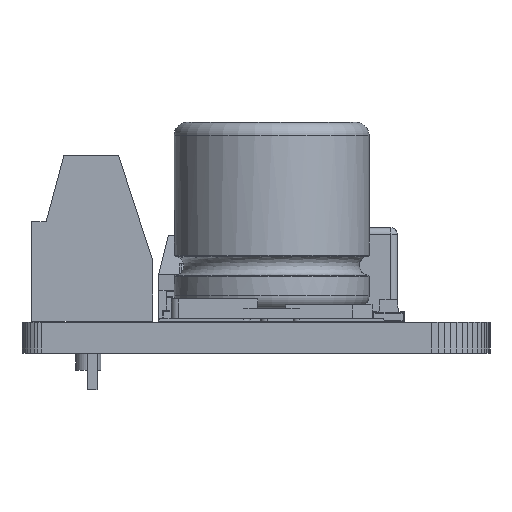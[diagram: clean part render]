
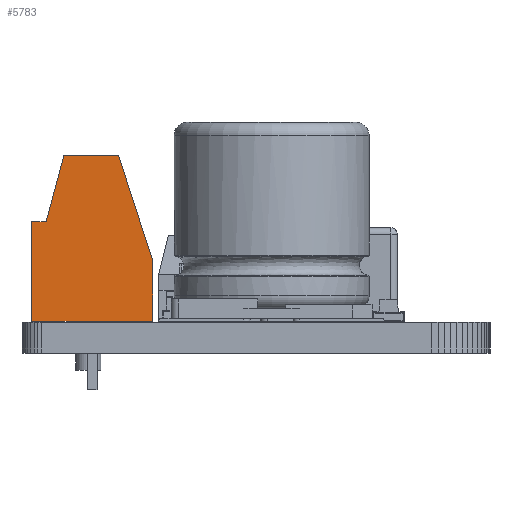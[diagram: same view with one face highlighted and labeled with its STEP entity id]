
A CAD part, left-side view. The second image highlights one B-rep face of the part: STEP entity #5783.
In plain terms, the highlighted face is planar.
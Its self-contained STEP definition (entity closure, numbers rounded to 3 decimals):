
#4549 = VERTEX_POINT('',#4550);
#4550 = CARTESIAN_POINT('',(9.12,-3.1,0.));
#4557 = PLANE('',#4558);
#4558 = AXIS2_PLACEMENT_3D('',#4559,#4560,#4561);
#4559 = CARTESIAN_POINT('',(-1.5,-3.1,0.));
#4560 = DIRECTION('',(0.,0.,1.));
#4561 = DIRECTION('',(0.,1.,0.));
#4569 = PLANE('',#4570);
#4570 = AXIS2_PLACEMENT_3D('',#4571,#4572,#4573);
#4571 = CARTESIAN_POINT('',(-1.5,-3.1,8.5));
#4572 = DIRECTION('',(0.,1.,0.));
#4573 = DIRECTION('',(0.,0.,-1.));
#4581 = EDGE_CURVE('',#4549,#4582,#4584,.T.);
#4582 = VERTEX_POINT('',#4583);
#4583 = CARTESIAN_POINT('',(9.12,3.1,0.));
#4584 = SURFACE_CURVE('',#4585,(#4589,#4596),.PCURVE_S1.);
#4585 = LINE('',#4586,#4587);
#4586 = CARTESIAN_POINT('',(9.12,-3.1,0.));
#4587 = VECTOR('',#4588,1.);
#4588 = DIRECTION('',(0.,1.,0.));
#4589 = PCURVE('',#4557,#4590);
#4590 = DEFINITIONAL_REPRESENTATION('',(#4591),#4595);
#4591 = LINE('',#4592,#4593);
#4592 = CARTESIAN_POINT('',(0.,-10.62));
#4593 = VECTOR('',#4594,1.);
#4594 = DIRECTION('',(1.,0.));
#4595 = ( GEOMETRIC_REPRESENTATION_CONTEXT(2) 
PARAMETRIC_REPRESENTATION_CONTEXT() REPRESENTATION_CONTEXT('2D SPACE',''
  ) );
#4596 = PCURVE('',#4597,#4602);
#4597 = PLANE('',#4598);
#4598 = AXIS2_PLACEMENT_3D('',#4599,#4600,#4601);
#4599 = CARTESIAN_POINT('',(9.12,0.,4.25));
#4600 = DIRECTION('',(1.,0.,0.));
#4601 = DIRECTION('',(0.,0.,1.));
#4602 = DEFINITIONAL_REPRESENTATION('',(#4603),#4607);
#4603 = LINE('',#4604,#4605);
#4604 = CARTESIAN_POINT('',(-4.25,3.1));
#4605 = VECTOR('',#4606,1.);
#4606 = DIRECTION('',(0.,-1.));
#4607 = ( GEOMETRIC_REPRESENTATION_CONTEXT(2) 
PARAMETRIC_REPRESENTATION_CONTEXT() REPRESENTATION_CONTEXT('2D SPACE',''
  ) );
#4625 = PLANE('',#4626);
#4626 = AXIS2_PLACEMENT_3D('',#4627,#4628,#4629);
#4627 = CARTESIAN_POINT('',(-1.5,3.1,0.));
#4628 = DIRECTION('',(0.,-1.,0.));
#4629 = DIRECTION('',(0.,0.,1.));
#5146 = VERTEX_POINT('',#5147);
#5147 = CARTESIAN_POINT('',(9.12,-3.1,5.1));
#5161 = PLANE('',#5162);
#5162 = AXIS2_PLACEMENT_3D('',#5163,#5164,#5165);
#5163 = CARTESIAN_POINT('',(-1.5,-2.36,5.1));
#5164 = DIRECTION('',(0.,0.,-1.));
#5165 = DIRECTION('',(0.,-1.,0.));
#5173 = EDGE_CURVE('',#5146,#4549,#5174,.T.);
#5174 = SURFACE_CURVE('',#5175,(#5179,#5186),.PCURVE_S1.);
#5175 = LINE('',#5176,#5177);
#5176 = CARTESIAN_POINT('',(9.12,-3.1,8.5));
#5177 = VECTOR('',#5178,1.);
#5178 = DIRECTION('',(0.,0.,-1.));
#5179 = PCURVE('',#4569,#5180);
#5180 = DEFINITIONAL_REPRESENTATION('',(#5181),#5185);
#5181 = LINE('',#5182,#5183);
#5182 = CARTESIAN_POINT('',(0.,-10.62));
#5183 = VECTOR('',#5184,1.);
#5184 = DIRECTION('',(1.,0.));
#5185 = ( GEOMETRIC_REPRESENTATION_CONTEXT(2) 
PARAMETRIC_REPRESENTATION_CONTEXT() REPRESENTATION_CONTEXT('2D SPACE',''
  ) );
#5186 = PCURVE('',#4597,#5187);
#5187 = DEFINITIONAL_REPRESENTATION('',(#5188),#5192);
#5188 = LINE('',#5189,#5190);
#5189 = CARTESIAN_POINT('',(4.25,3.1));
#5190 = VECTOR('',#5191,1.);
#5191 = DIRECTION('',(-1.,0.));
#5192 = ( GEOMETRIC_REPRESENTATION_CONTEXT(2) 
PARAMETRIC_REPRESENTATION_CONTEXT() REPRESENTATION_CONTEXT('2D SPACE',''
  ) );
#5718 = PLANE('',#5719);
#5719 = AXIS2_PLACEMENT_3D('',#5720,#5721,#5722);
#5720 = CARTESIAN_POINT('',(-1.5,1.35,8.5));
#5721 = DIRECTION('',(0.,0.951,0.309));
#5722 = DIRECTION('',(0.,0.309,-0.951));
#5746 = PLANE('',#5747);
#5747 = AXIS2_PLACEMENT_3D('',#5748,#5749,#5750);
#5748 = CARTESIAN_POINT('',(-1.5,3.1,8.5));
#5749 = DIRECTION('',(0.,0.,-1.));
#5750 = DIRECTION('',(0.,-1.,0.));
#5772 = PLANE('',#5773);
#5773 = AXIS2_PLACEMENT_3D('',#5774,#5775,#5776);
#5774 = CARTESIAN_POINT('',(-1.5,-1.45,8.5));
#5775 = DIRECTION('',(0.,0.966,-0.259));
#5776 = DIRECTION('',(0.,-0.259,-0.966));
#5783 = ADVANCED_FACE('',(#5784),#4597,.T.);
#5784 = FACE_BOUND('',#5785,.T.);
#5785 = EDGE_LOOP('',(#5786,#5809,#5810,#5811,#5834,#5857,#5880));
#5786 = ORIENTED_EDGE('',*,*,#5787,.T.);
#5787 = EDGE_CURVE('',#5788,#5146,#5790,.T.);
#5788 = VERTEX_POINT('',#5789);
#5789 = CARTESIAN_POINT('',(9.12,-2.36,5.1));
#5790 = SURFACE_CURVE('',#5791,(#5795,#5802),.PCURVE_S1.);
#5791 = LINE('',#5792,#5793);
#5792 = CARTESIAN_POINT('',(9.12,-2.36,5.1));
#5793 = VECTOR('',#5794,1.);
#5794 = DIRECTION('',(0.,-1.,0.));
#5795 = PCURVE('',#4597,#5796);
#5796 = DEFINITIONAL_REPRESENTATION('',(#5797),#5801);
#5797 = LINE('',#5798,#5799);
#5798 = CARTESIAN_POINT('',(0.85,2.36));
#5799 = VECTOR('',#5800,1.);
#5800 = DIRECTION('',(0.,1.));
#5801 = ( GEOMETRIC_REPRESENTATION_CONTEXT(2) 
PARAMETRIC_REPRESENTATION_CONTEXT() REPRESENTATION_CONTEXT('2D SPACE',''
  ) );
#5802 = PCURVE('',#5161,#5803);
#5803 = DEFINITIONAL_REPRESENTATION('',(#5804),#5808);
#5804 = LINE('',#5805,#5806);
#5805 = CARTESIAN_POINT('',(0.,-10.62));
#5806 = VECTOR('',#5807,1.);
#5807 = DIRECTION('',(1.,0.));
#5808 = ( GEOMETRIC_REPRESENTATION_CONTEXT(2) 
PARAMETRIC_REPRESENTATION_CONTEXT() REPRESENTATION_CONTEXT('2D SPACE',''
  ) );
#5809 = ORIENTED_EDGE('',*,*,#5173,.T.);
#5810 = ORIENTED_EDGE('',*,*,#4581,.T.);
#5811 = ORIENTED_EDGE('',*,*,#5812,.T.);
#5812 = EDGE_CURVE('',#4582,#5813,#5815,.T.);
#5813 = VERTEX_POINT('',#5814);
#5814 = CARTESIAN_POINT('',(9.12,3.1,3.114));
#5815 = SURFACE_CURVE('',#5816,(#5820,#5827),.PCURVE_S1.);
#5816 = LINE('',#5817,#5818);
#5817 = CARTESIAN_POINT('',(9.12,3.1,0.));
#5818 = VECTOR('',#5819,1.);
#5819 = DIRECTION('',(0.,0.,1.));
#5820 = PCURVE('',#4597,#5821);
#5821 = DEFINITIONAL_REPRESENTATION('',(#5822),#5826);
#5822 = LINE('',#5823,#5824);
#5823 = CARTESIAN_POINT('',(-4.25,-3.1));
#5824 = VECTOR('',#5825,1.);
#5825 = DIRECTION('',(1.,0.));
#5826 = ( GEOMETRIC_REPRESENTATION_CONTEXT(2) 
PARAMETRIC_REPRESENTATION_CONTEXT() REPRESENTATION_CONTEXT('2D SPACE',''
  ) );
#5827 = PCURVE('',#4625,#5828);
#5828 = DEFINITIONAL_REPRESENTATION('',(#5829),#5833);
#5829 = LINE('',#5830,#5831);
#5830 = CARTESIAN_POINT('',(0.,-10.62));
#5831 = VECTOR('',#5832,1.);
#5832 = DIRECTION('',(1.,0.));
#5833 = ( GEOMETRIC_REPRESENTATION_CONTEXT(2) 
PARAMETRIC_REPRESENTATION_CONTEXT() REPRESENTATION_CONTEXT('2D SPACE',''
  ) );
#5834 = ORIENTED_EDGE('',*,*,#5835,.F.);
#5835 = EDGE_CURVE('',#5836,#5813,#5838,.T.);
#5836 = VERTEX_POINT('',#5837);
#5837 = CARTESIAN_POINT('',(9.12,1.35,8.5));
#5838 = SURFACE_CURVE('',#5839,(#5843,#5850),.PCURVE_S1.);
#5839 = LINE('',#5840,#5841);
#5840 = CARTESIAN_POINT('',(9.12,1.35,8.5));
#5841 = VECTOR('',#5842,1.);
#5842 = DIRECTION('',(0.,0.309,-0.951));
#5843 = PCURVE('',#4597,#5844);
#5844 = DEFINITIONAL_REPRESENTATION('',(#5845),#5849);
#5845 = LINE('',#5846,#5847);
#5846 = CARTESIAN_POINT('',(4.25,-1.35));
#5847 = VECTOR('',#5848,1.);
#5848 = DIRECTION('',(-0.951,-0.309));
#5849 = ( GEOMETRIC_REPRESENTATION_CONTEXT(2) 
PARAMETRIC_REPRESENTATION_CONTEXT() REPRESENTATION_CONTEXT('2D SPACE',''
  ) );
#5850 = PCURVE('',#5718,#5851);
#5851 = DEFINITIONAL_REPRESENTATION('',(#5852),#5856);
#5852 = LINE('',#5853,#5854);
#5853 = CARTESIAN_POINT('',(0.,-10.62));
#5854 = VECTOR('',#5855,1.);
#5855 = DIRECTION('',(1.,0.));
#5856 = ( GEOMETRIC_REPRESENTATION_CONTEXT(2) 
PARAMETRIC_REPRESENTATION_CONTEXT() REPRESENTATION_CONTEXT('2D SPACE',''
  ) );
#5857 = ORIENTED_EDGE('',*,*,#5858,.T.);
#5858 = EDGE_CURVE('',#5836,#5859,#5861,.T.);
#5859 = VERTEX_POINT('',#5860);
#5860 = CARTESIAN_POINT('',(9.12,-1.45,8.5));
#5861 = SURFACE_CURVE('',#5862,(#5866,#5873),.PCURVE_S1.);
#5862 = LINE('',#5863,#5864);
#5863 = CARTESIAN_POINT('',(9.12,3.1,8.5));
#5864 = VECTOR('',#5865,1.);
#5865 = DIRECTION('',(0.,-1.,0.));
#5866 = PCURVE('',#4597,#5867);
#5867 = DEFINITIONAL_REPRESENTATION('',(#5868),#5872);
#5868 = LINE('',#5869,#5870);
#5869 = CARTESIAN_POINT('',(4.25,-3.1));
#5870 = VECTOR('',#5871,1.);
#5871 = DIRECTION('',(0.,1.));
#5872 = ( GEOMETRIC_REPRESENTATION_CONTEXT(2) 
PARAMETRIC_REPRESENTATION_CONTEXT() REPRESENTATION_CONTEXT('2D SPACE',''
  ) );
#5873 = PCURVE('',#5746,#5874);
#5874 = DEFINITIONAL_REPRESENTATION('',(#5875),#5879);
#5875 = LINE('',#5876,#5877);
#5876 = CARTESIAN_POINT('',(0.,-10.62));
#5877 = VECTOR('',#5878,1.);
#5878 = DIRECTION('',(1.,0.));
#5879 = ( GEOMETRIC_REPRESENTATION_CONTEXT(2) 
PARAMETRIC_REPRESENTATION_CONTEXT() REPRESENTATION_CONTEXT('2D SPACE',''
  ) );
#5880 = ORIENTED_EDGE('',*,*,#5881,.T.);
#5881 = EDGE_CURVE('',#5859,#5788,#5882,.T.);
#5882 = SURFACE_CURVE('',#5883,(#5887,#5894),.PCURVE_S1.);
#5883 = LINE('',#5884,#5885);
#5884 = CARTESIAN_POINT('',(9.12,-1.45,8.5));
#5885 = VECTOR('',#5886,1.);
#5886 = DIRECTION('',(0.,-0.259,-0.966));
#5887 = PCURVE('',#4597,#5888);
#5888 = DEFINITIONAL_REPRESENTATION('',(#5889),#5893);
#5889 = LINE('',#5890,#5891);
#5890 = CARTESIAN_POINT('',(4.25,1.45));
#5891 = VECTOR('',#5892,1.);
#5892 = DIRECTION('',(-0.966,0.259));
#5893 = ( GEOMETRIC_REPRESENTATION_CONTEXT(2) 
PARAMETRIC_REPRESENTATION_CONTEXT() REPRESENTATION_CONTEXT('2D SPACE',''
  ) );
#5894 = PCURVE('',#5772,#5895);
#5895 = DEFINITIONAL_REPRESENTATION('',(#5896),#5900);
#5896 = LINE('',#5897,#5898);
#5897 = CARTESIAN_POINT('',(0.,-10.62));
#5898 = VECTOR('',#5899,1.);
#5899 = DIRECTION('',(1.,0.));
#5900 = ( GEOMETRIC_REPRESENTATION_CONTEXT(2) 
PARAMETRIC_REPRESENTATION_CONTEXT() REPRESENTATION_CONTEXT('2D SPACE',''
  ) );
